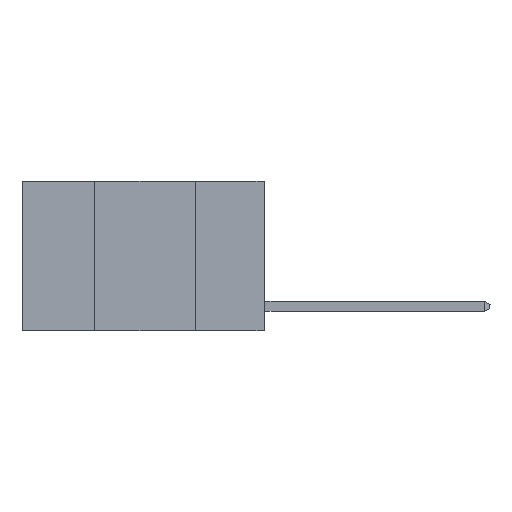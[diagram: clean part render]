
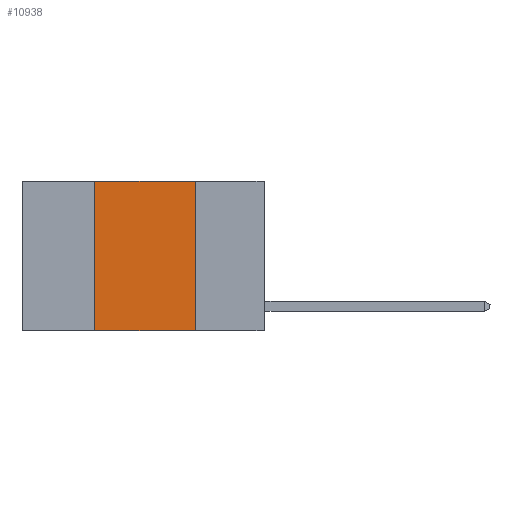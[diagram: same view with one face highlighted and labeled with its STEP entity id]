
A CAD part, left-side view. The second image highlights one B-rep face of the part: STEP entity #10938.
In plain terms, the highlighted planar face has unit normal (-1, 0, 0).
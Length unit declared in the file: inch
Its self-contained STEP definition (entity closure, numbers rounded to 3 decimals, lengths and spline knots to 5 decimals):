
#354 = LINE ( 'NONE', #23074, #11752 ) ;
#1145 = PLANE ( 'NONE',  #9179 ) ;
#3413 = EDGE_CURVE ( 'NONE', #15574, #17853, #18245, .T. ) ;
#3763 = CARTESIAN_POINT ( 'NONE',  ( 0., 0.42, 0. ) ) ;
#5521 = CARTESIAN_POINT ( 'NONE',  ( 0., 0.6, 0. ) ) ;
#5895 = LINE ( 'NONE', #21392, #12185 ) ;
#6187 = CARTESIAN_POINT ( 'NONE',  ( 0., 0.42, 0. ) ) ;
#6996 = FACE_OUTER_BOUND ( 'NONE', #13332, .T. ) ;
#7645 = DIRECTION ( 'NONE',  ( 1., 0., 0. ) ) ;
#8674 = DIRECTION ( 'NONE',  ( 0., -1., 0. ) ) ;
#8779 = VERTEX_POINT ( 'NONE', #13904 ) ;
#9179 = AXIS2_PLACEMENT_3D ( 'NONE', #5521, #7645, #22491 ) ;
#10230 = ORIENTED_EDGE ( 'NONE', *, *, #12451, .F. ) ;
#10354 = DIRECTION ( 'NONE',  ( 0., -1., 0. ) ) ;
#10828 = VERTEX_POINT ( 'NONE', #3763 ) ;
#10938 = ADVANCED_FACE ( 'NONE', ( #6996 ), #1145, .F. ) ;
#11752 = VECTOR ( 'NONE', #10354, 39.37008 ) ;
#12185 = VECTOR ( 'NONE', #8674, 39.37008 ) ;
#12451 = EDGE_CURVE ( 'NONE', #10828, #15574, #5895, .T. ) ;
#12668 = VECTOR ( 'NONE', #16113, 39.37008 ) ;
#13332 = EDGE_LOOP ( 'NONE', ( #25887, #10230, #21524, #22195 ) ) ;
#13904 = CARTESIAN_POINT ( 'NONE',  ( 0., 0.42, -0.37 ) ) ;
#15574 = VERTEX_POINT ( 'NONE', #17333 ) ;
#16113 = DIRECTION ( 'NONE',  ( 0., 0., -1. ) ) ;
#17333 = CARTESIAN_POINT ( 'NONE',  ( 0., 0.17, 0. ) ) ;
#17853 = VERTEX_POINT ( 'NONE', #23079 ) ;
#18040 = CARTESIAN_POINT ( 'NONE',  ( 0., 0.17, 0. ) ) ;
#18245 = LINE ( 'NONE', #18040, #12668 ) ;
#19808 = EDGE_CURVE ( 'NONE', #8779, #17853, #354, .T. ) ;
#21018 = DIRECTION ( 'NONE',  ( 0., 0., 1. ) ) ;
#21392 = CARTESIAN_POINT ( 'NONE',  ( 0., 0.6, 0. ) ) ;
#21524 = ORIENTED_EDGE ( 'NONE', *, *, #24881, .F. ) ;
#21792 = VECTOR ( 'NONE', #21018, 39.37008 ) ;
#22195 = ORIENTED_EDGE ( 'NONE', *, *, #19808, .T. ) ;
#22491 = DIRECTION ( 'NONE',  ( 0., 0., -1. ) ) ;
#23074 = CARTESIAN_POINT ( 'NONE',  ( 0., 0.6, -0.37 ) ) ;
#23079 = CARTESIAN_POINT ( 'NONE',  ( 0., 0.17, -0.37 ) ) ;
#24881 = EDGE_CURVE ( 'NONE', #8779, #10828, #27506, .T. ) ;
#25887 = ORIENTED_EDGE ( 'NONE', *, *, #3413, .F. ) ;
#27506 = LINE ( 'NONE', #6187, #21792 ) ;
